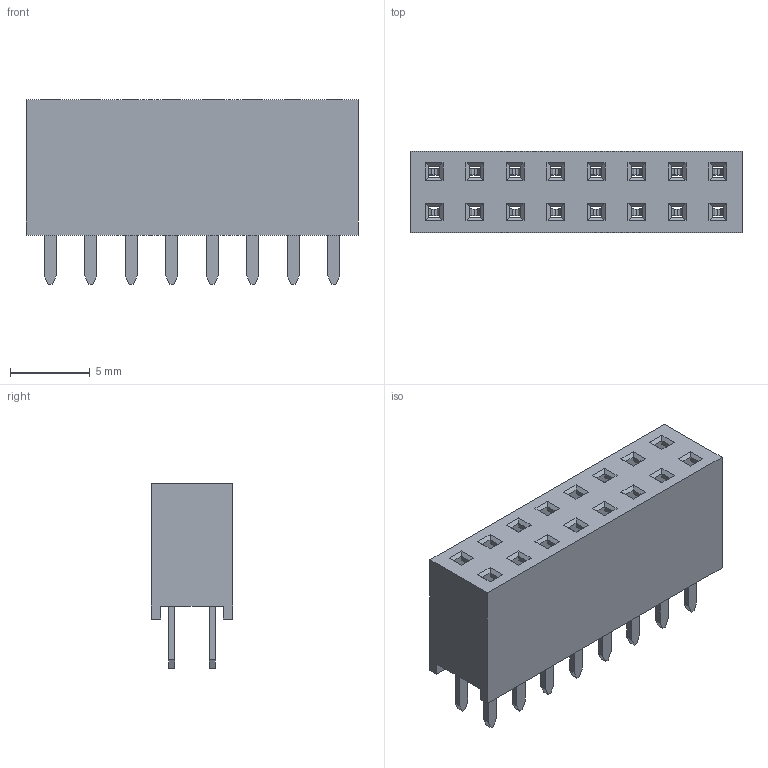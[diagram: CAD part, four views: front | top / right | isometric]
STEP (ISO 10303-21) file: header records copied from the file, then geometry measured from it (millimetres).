
FILE_DESCRIPTION(/* description */ ('Unknown'),/* implementation_level */ '2;1');
FILE_NAME(/* name */ '61301621821',/* time_stamp */ '2022-06-30T08:00:17+02:00',/* author */ ('Unknown'),/* organization */ ('Unknown'),/* preprocessor_version */ 'ST-DEVELOPER v16.7',/* originating_system */ 'Solid Edge',/* authorisation */ 'Unknown');
FILE_SCHEMA (('AUTOMOTIVE_DESIGN {1 0 10303 214 3 1 1}'));
Length unit declared in the file: millimetre
Products named in the file (3): 6130xx21821; 61301621821; 6130xx21821_PIN
Assembly tree (17 placements, depth 2):
  6130xx21821
    61301621821
    6130xx21821_PIN  x16
Bounding box: 20.82 x 5.08 x 11.6 mm (x, y, z)
Volume: 730.5 mm3; surface area: 1822.8 mm2
Topology: 17 solids, 17 shells, 666 faces, 1768 edges, 1136 vertices
Faces by surface type: plane 506, cylinder 96, bspline 32, torus 32
Entity records: 7205 total; most frequent: CARTESIAN_POINT 1288, ORIENTED_EDGE 1218, DIRECTION 1117, EDGE_CURVE 609, LINE 587, VECTOR 587, VERTEX_POINT 384, EDGE_LOOP 265
